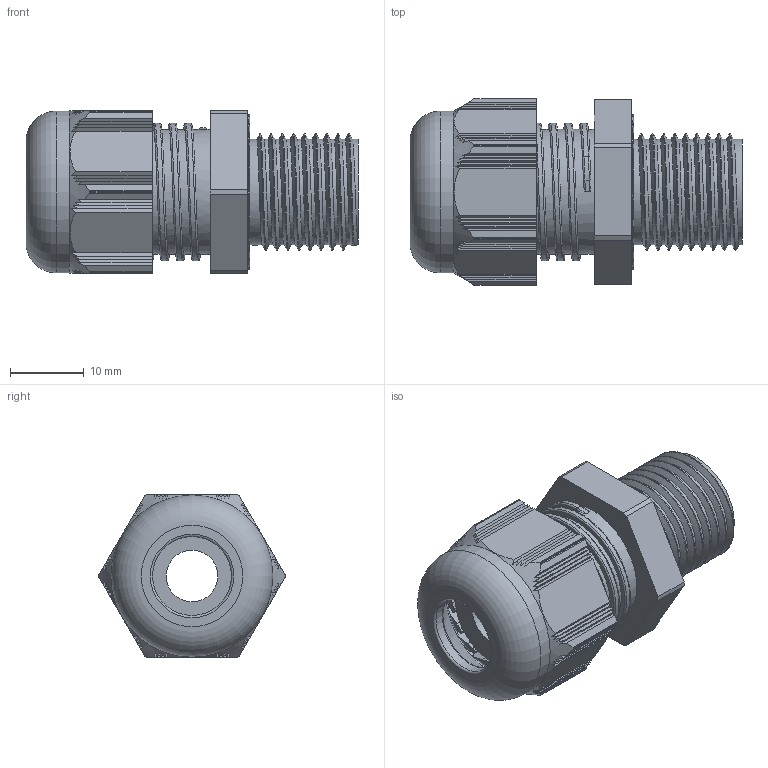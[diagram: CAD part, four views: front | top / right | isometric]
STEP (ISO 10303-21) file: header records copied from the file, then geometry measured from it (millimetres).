
FILE_DESCRIPTION(/* description */ ('Euro-Top M 16, L=15mm'),/* implementation_level */ '2;1');
FILE_NAME(/* name */ '11480516R-RST.stp',/* time_stamp */ '2019-11-21T14:54:35+01:00',/* author */ ('sl'),/* organization */ (''),/* preprocessor_version */ 'ST-DEVELOPER v16.5',/* originating_system */ 'Autodesk Inventor 2017',/* authorisation */ '');
FILE_SCHEMA (('AUTOMOTIVE_DESIGN { 1 0 10303 214 3 1 1 }'));
Length unit declared in the file: millimetre
Products named in the file (4): 11480516; Euro-Top-16-BT-0001-11080516; 11480516R; 11480516_1
Assembly tree (3 placements, depth 2):
  11480516
    Euro-Top-16-BT-0001-11080516
    11480516R
    11480516_1
Bounding box: 45 x 25.25 x 22 mm (x, y, z)
Volume: 8779.1 mm3; surface area: 9442.4 mm2
Topology: 3 solids, 3 shells, 362 faces, 1001 edges, 649 vertices
Faces by surface type: plane 206, cylinder 111, bspline 22, torus 20, cone 3
Full cylindrical faces by diameter (mm): 7 x1, 10.7 x1, 10.8 x1, 13.5 x1, 13.61 x1, 14.278 x9, 15.9 x1, 16.95 x5, 17.3 x5, 19 x5, 19.1 x1, 19.7 x1, 20.4 x1, 21 x1, 21.92 x1
Entity records: 15946 total; most frequent: CARTESIAN_POINT 7357, ORIENTED_EDGE 1798, DIRECTION 1603, EDGE_CURVE 899, VERTEX_POINT 595, AXIS2_PLACEMENT_3D 574, LINE 455, VECTOR 455
